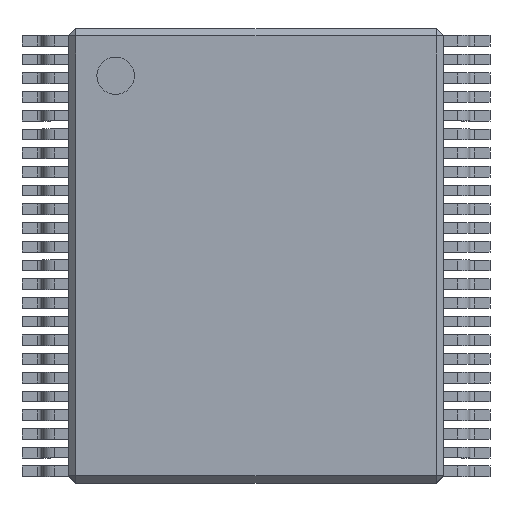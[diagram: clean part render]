
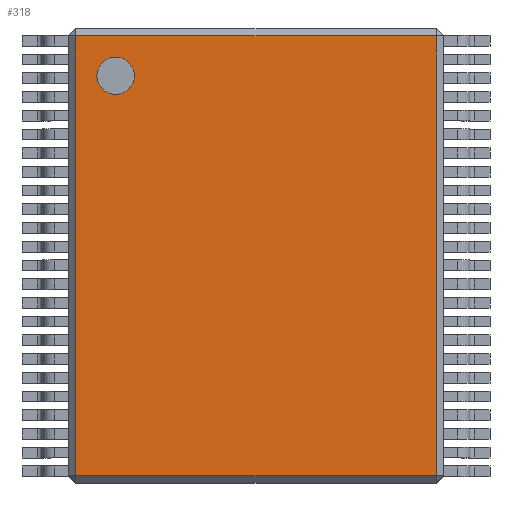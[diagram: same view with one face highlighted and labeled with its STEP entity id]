
A CAD part, top view. The second image highlights one B-rep face of the part: STEP entity #318.
In plain terms, the highlighted planar face has unit normal (0, 0, 1).
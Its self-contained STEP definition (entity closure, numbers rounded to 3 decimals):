
#13=DIRECTION('',(0.,0.,1.));
#14=DIRECTION('',(1.,0.,0.));
#111=VECTOR('',#112,1.);
#112=DIRECTION('',(0.,1.,0.));
#187=VERTEX_POINT('',#188);
#188=CARTESIAN_POINT('',(-3.85,-4.7,2.));
#196=VERTEX_POINT('',#197);
#197=CARTESIAN_POINT('',(-3.85,4.7,2.));
#202=ORIENTED_EDGE('',*,*,#203,.F.);
#203=EDGE_CURVE('',#187,#196,#204,.T.);
#204=LINE('',#205,#111);
#205=CARTESIAN_POINT('',(-3.85,-4.85,2.));
#275=VECTOR('',#14,1.);
#318=ADVANCED_FACE('',(#319,#337),#346,.T.);
#319=FACE_BOUND('',#320,.T.);
#320=EDGE_LOOP('',(#202,#321,#327,#333));
#321=ORIENTED_EDGE('',*,*,#322,.T.);
#322=EDGE_CURVE('',#187,#323,#325,.T.);
#323=VERTEX_POINT('',#324);
#324=CARTESIAN_POINT('',(3.85,-4.7,2.));
#325=LINE('',#326,#275);
#326=CARTESIAN_POINT('',(-4.,-4.7,2.));
#327=ORIENTED_EDGE('',*,*,#328,.T.);
#328=EDGE_CURVE('',#323,#329,#331,.T.);
#329=VERTEX_POINT('',#330);
#330=CARTESIAN_POINT('',(3.85,4.7,2.));
#331=LINE('',#332,#111);
#332=CARTESIAN_POINT('',(3.85,-4.85,2.));
#333=ORIENTED_EDGE('',*,*,#334,.F.);
#334=EDGE_CURVE('',#196,#329,#335,.T.);
#335=LINE('',#336,#275);
#336=CARTESIAN_POINT('',(-4.,4.7,2.));
#337=FACE_BOUND('',#338,.T.);
#338=EDGE_LOOP('',(#339));
#339=ORIENTED_EDGE('',*,*,#340,.F.);
#340=EDGE_CURVE('',#341,#341,#343,.T.);
#341=VERTEX_POINT('',#342);
#342=CARTESIAN_POINT('',(-2.6,3.85,2.));
#343=CIRCLE('',#344,0.4);
#344=AXIS2_PLACEMENT_3D('',#345,#13,#14);
#345=CARTESIAN_POINT('',(-3.,3.85,2.));
#346=PLANE('',#347);
#347=AXIS2_PLACEMENT_3D('',#348,#13,#14);
#348=CARTESIAN_POINT('',(-4.,-4.85,2.));
